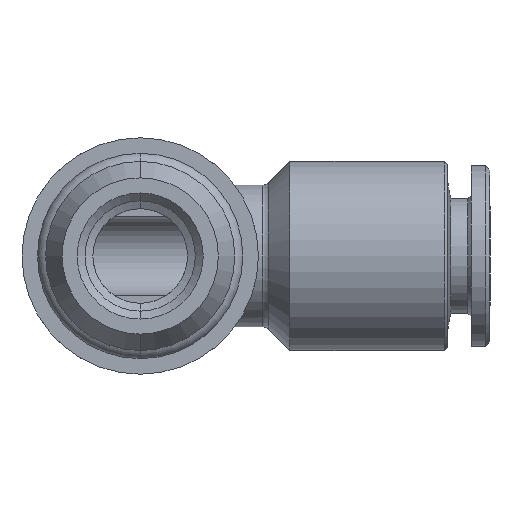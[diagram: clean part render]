
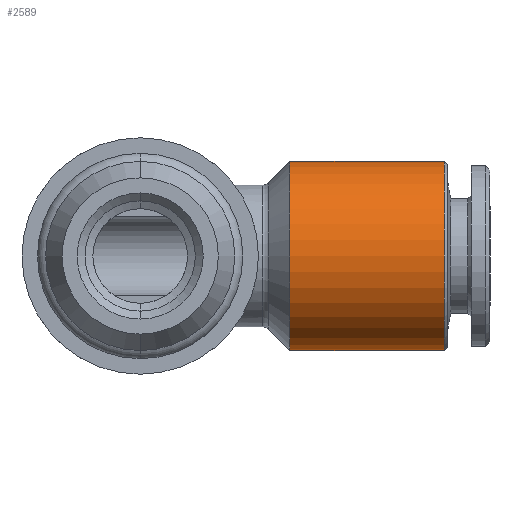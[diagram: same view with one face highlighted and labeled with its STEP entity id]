
A CAD part, front view. The second image highlights one B-rep face of the part: STEP entity #2589.
In plain terms, the highlighted cylindrical face has radius 6 mm (diameter 12 mm), a partial arc.
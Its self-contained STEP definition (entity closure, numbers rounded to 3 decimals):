
#233 = CARTESIAN_POINT ( 'NONE',  ( -1.137, 0., 6. ) ) ;
#234 = LINE ( 'NONE', #233, #245 ) ;
#237 = CARTESIAN_POINT ( 'NONE',  ( 19.3, 0., 6. ) ) ;
#244 = DIRECTION ( 'NONE',  ( -1., 0., 0. ) ) ;
#245 = VECTOR ( 'NONE', #244, 1000. ) ;
#278 = LINE ( 'NONE', #283, #282 ) ;
#281 = DIRECTION ( 'NONE',  ( -1., 0., 0. ) ) ;
#282 = VECTOR ( 'NONE', #281, 1000. ) ;
#283 = CARTESIAN_POINT ( 'NONE',  ( -1.137, 0., -6. ) ) ;
#295 = CARTESIAN_POINT ( 'NONE',  ( 9.5, 0., 6. ) ) ;
#379 = CYLINDRICAL_SURFACE ( 'NONE', #392, 6. ) ;
#383 = FACE_OUTER_BOUND ( 'NONE', #2592, .T. ) ;
#389 = DIRECTION ( 'NONE',  ( 0., 0., 1. ) ) ;
#390 = DIRECTION ( 'NONE',  ( -1., 0., 0. ) ) ;
#391 = CARTESIAN_POINT ( 'NONE',  ( -1.137, 0., 0. ) ) ;
#392 = AXIS2_PLACEMENT_3D ( 'NONE', #391, #390, #389 ) ;
#467 = CIRCLE ( 'NONE', #478, 6. ) ;
#475 = DIRECTION ( 'NONE',  ( 0., 0., 1. ) ) ;
#476 = DIRECTION ( 'NONE',  ( -1., 0., 0. ) ) ;
#477 = CARTESIAN_POINT ( 'NONE',  ( 19.3, 0., 0. ) ) ;
#478 = AXIS2_PLACEMENT_3D ( 'NONE', #477, #476, #475 ) ;
#885 = CARTESIAN_POINT ( 'NONE',  ( 19.3, 0., -6. ) ) ;
#1191 = EDGE_CURVE ( 'NONE', #1981, #1996, #2884, .T. ) ;
#1425 = CARTESIAN_POINT ( 'NONE',  ( 9.5, 0., -6. ) ) ;
#1966 = VERTEX_POINT ( 'NONE', #237 ) ;
#1968 = EDGE_CURVE ( 'NONE', #1966, #1981, #234, .T. ) ;
#1979 = EDGE_CURVE ( 'NONE', #2015, #1996, #278, .T. ) ;
#1981 = VERTEX_POINT ( 'NONE', #295 ) ;
#1996 = VERTEX_POINT ( 'NONE', #1425 ) ;
#2015 = VERTEX_POINT ( 'NONE', #885 ) ;
#2589 = ADVANCED_FACE ( 'NONE', ( #383 ), #379, .T. ) ;
#2592 = EDGE_LOOP ( 'NONE', ( #2680, #2600, #2722, #2719 ) ) ;
#2600 = ORIENTED_EDGE ( 'NONE', *, *, #2687, .T. ) ;
#2680 = ORIENTED_EDGE ( 'NONE', *, *, #1979, .F. ) ;
#2687 = EDGE_CURVE ( 'NONE', #2015, #1966, #467, .T. ) ;
#2719 = ORIENTED_EDGE ( 'NONE', *, *, #1191, .T. ) ;
#2722 = ORIENTED_EDGE ( 'NONE', *, *, #1968, .T. ) ;
#2883 = CARTESIAN_POINT ( 'NONE',  ( 9.5, 0., 0. ) ) ;
#2884 = CIRCLE ( 'NONE', #2956, 6. ) ;
#2954 = DIRECTION ( 'NONE',  ( 0., 0., -1. ) ) ;
#2955 = DIRECTION ( 'NONE',  ( 1., 0., 0. ) ) ;
#2956 = AXIS2_PLACEMENT_3D ( 'NONE', #2883, #2955, #2954 ) ;
